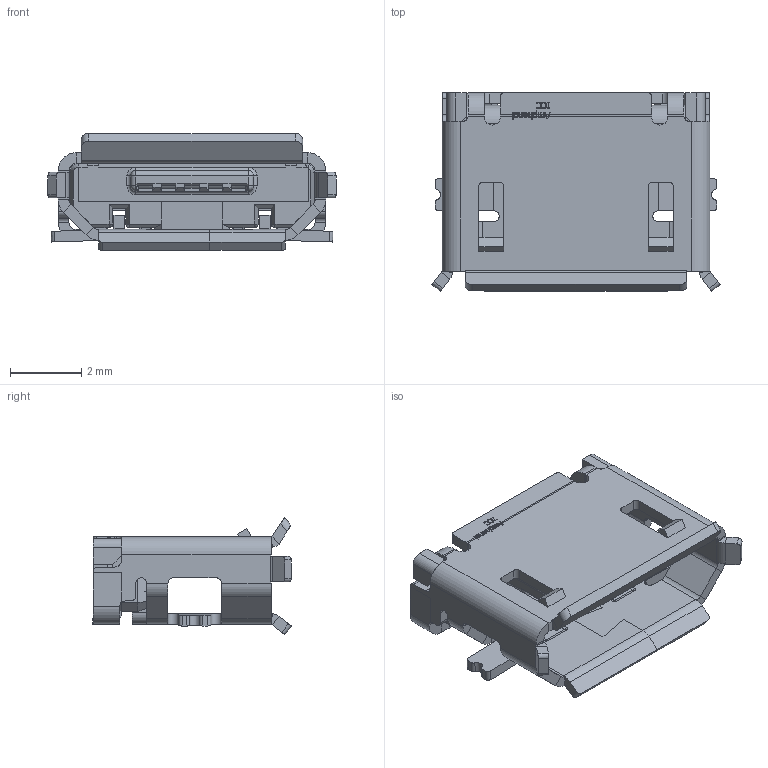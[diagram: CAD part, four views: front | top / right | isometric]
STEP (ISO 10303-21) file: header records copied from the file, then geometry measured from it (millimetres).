
FILE_DESCRIPTION(/* description */ (''),/* implementation_level */ '2;1');
FILE_NAME(/* name */ '2.stp',/* time_stamp */ '2020-05-06T11:35:27+02:00',/* author */ ('Karem'),/* organization */ (''),/* preprocessor_version */ 'ST-DEVELOPER v15.6',/* originating_system */ 'Autodesk Inventor 2015',/* authorisation */ '');
FILE_SCHEMA (('AUTOMOTIVE_DESIGN { 1 0 10303 214 3 1 1 }'));
Products named in the file (23): 2; 3; 4; 5; 6; 7; 8; 9; 10; 11; 12; 13; 14; 15; 16; 18; 10104110; 19; 20; 1; Logo
Bounding box: 8.08 x 5.56 x 3.28 mm (x, y, z)
Volume: 43.1 mm3; surface area: 375.7 mm2
Topology: 54 solids, 95 shells, 1375 faces, 3444 edges, 2195 vertices
Faces by surface type: plane 1009, cylinder 244, bspline 83, sphere 20, cone 15, torus 4
Entity records: 39337 total; most frequent: CARTESIAN_POINT 7823, ORIENTED_EDGE 6594, DIRECTION 6138, EDGE_CURVE 3249, LINE 2530, VECTOR 2530, VERTEX_POINT 2067, AXIS2_PLACEMENT_3D 1804
